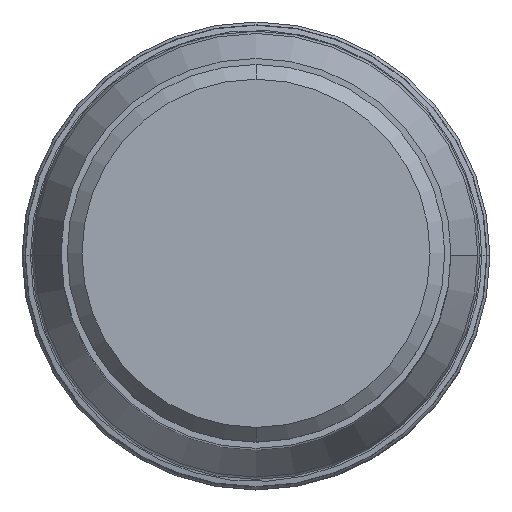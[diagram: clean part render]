
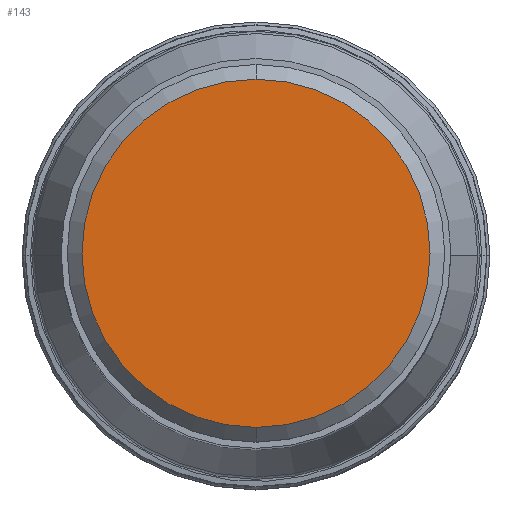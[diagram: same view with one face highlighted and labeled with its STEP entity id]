
A CAD part, top view. The second image highlights one B-rep face of the part: STEP entity #143.
In plain terms, the highlighted planar face has unit normal (0, 0, 1).
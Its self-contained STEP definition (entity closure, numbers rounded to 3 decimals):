
#34=PLANE('',#1166);
#143=ADVANCED_FACE('',(#210),#34,.F.);
#210=FACE_OUTER_BOUND('',#270,.T.);
#270=EDGE_LOOP('',(#462,#463));
#462=ORIENTED_EDGE('',*,*,#738,.T.);
#463=ORIENTED_EDGE('',*,*,#739,.T.);
#619=VERTEX_POINT('',#2531);
#620=VERTEX_POINT('',#2532);
#738=EDGE_CURVE('',#619,#620,#880,.T.);
#739=EDGE_CURVE('',#620,#619,#881,.T.);
#880=CIRCLE('',#1164,14.175);
#881=CIRCLE('',#1165,14.175);
#1164=AXIS2_PLACEMENT_3D('',#2530,#1418,#1419);
#1165=AXIS2_PLACEMENT_3D('',#2533,#1420,#1421);
#1166=AXIS2_PLACEMENT_3D('',#2534,#1422,#1423);
#1418=DIRECTION('',(0.,0.,1.));
#1419=DIRECTION('',(0.,-1.,0.));
#1420=DIRECTION('',(0.,0.,1.));
#1421=DIRECTION('',(0.,1.,0.));
#1422=DIRECTION('',(0.,0.,-1.));
#1423=DIRECTION('',(-1.,0.,0.));
#2530=CARTESIAN_POINT('',(0.,0.,42.863));
#2531=CARTESIAN_POINT('',(0.,-14.175,42.863));
#2532=CARTESIAN_POINT('',(0.,14.175,42.863));
#2533=CARTESIAN_POINT('',(0.,0.,42.863));
#2534=CARTESIAN_POINT('',(0.,0.,42.863));
